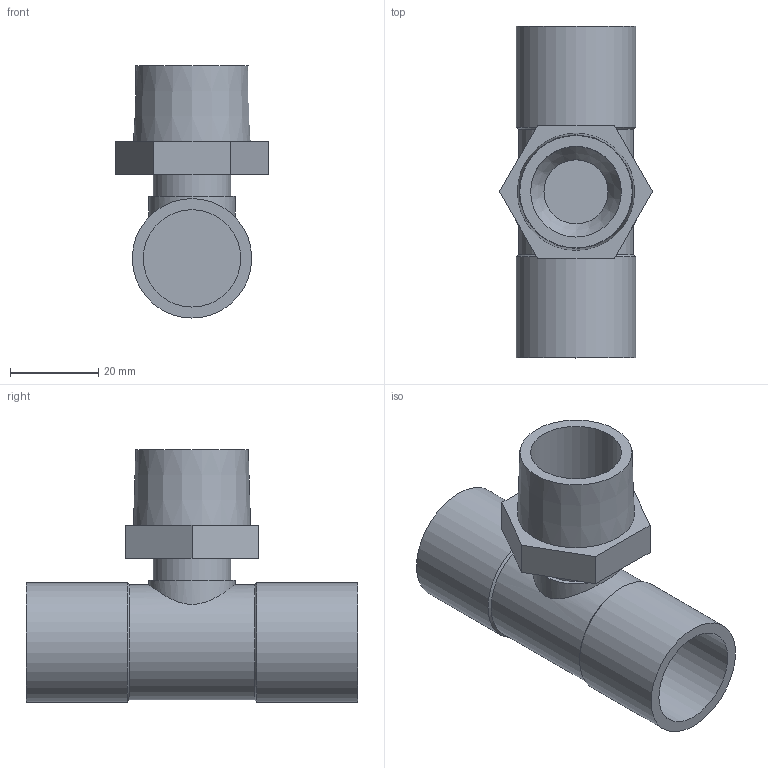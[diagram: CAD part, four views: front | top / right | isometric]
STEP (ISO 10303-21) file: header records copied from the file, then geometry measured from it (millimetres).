
FILE_DESCRIPTION(/* description */ ('Unknown'),/* implementation_level */ '2;1');
FILE_NAME(/* name */ 'F36R3-4DN22',/* time_stamp */ '2016-07-07T14:33:23+02:00',/* author */ ('Unknown'),/* organization */ ('Unknown'),/* preprocessor_version */ 'ST-DEVELOPER v16',/* originating_system */ 'DEX',/* authorisation */ $);
FILE_SCHEMA (('AUTOMOTIVE_DESIGN {1 0 10303 214 3 1 1}'));
Length unit declared in the file: millimetre
Products named in the file (3): F36R3-4DN22; TDN22-19; ROSCAM3-4_17,5GEN
Assembly tree (2 placements, depth 2):
  F36R3-4DN22
    TDN22-19
    ROSCAM3-4_17,5GEN
Bounding box: 34.64 x 75 x 57 mm (x, y, z)
Volume: 34138 mm3; surface area: 15768.2 mm2
Topology: 2 solids, 2 shells, 28 faces, 61 edges, 41 vertices
Faces by surface type: plane 15, cylinder 9, cone 4
Full cylindrical faces by diameter (mm): 14.5 x1, 17.5 x1, 19.5 x1, 20.5 x1, 22 x2, 26 x1, 27 x2
Entity records: 1048 total; most frequent: CARTESIAN_POINT 351, DIRECTION 118, ORIENTED_EDGE 76, AXIS2_PLACEMENT_3D 50, EDGE_LOOP 48, FACE_BOUND 48, EDGE_CURVE 38, VERTEX_POINT 32
